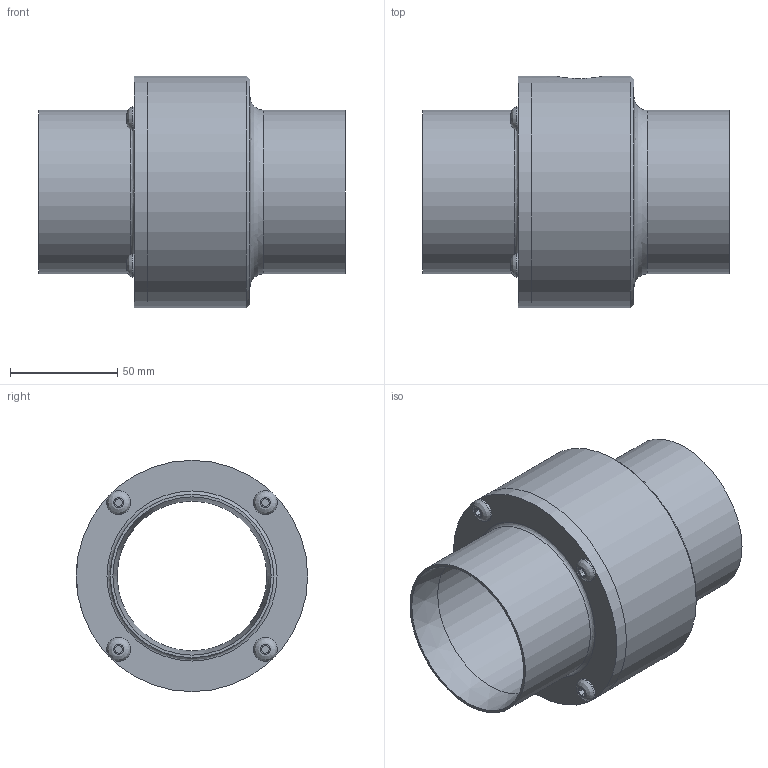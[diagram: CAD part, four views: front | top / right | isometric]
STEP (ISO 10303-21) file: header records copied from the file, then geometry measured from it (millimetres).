
FILE_DESCRIPTION((''),'2;1');
FILE_NAME('6066-3D.stp','2009-04-28T11:24:53',('Dan Preston'),(''),'Autodesk Inventor 2009','Autodesk Inventor 2009','');
FILE_SCHEMA(('AUTOMOTIVE_DESIGN { 1 0 10303 214 1 1 1 1 }'));
Length unit declared in the file: inch
Products named in the file (7): 6066-3D; 6066-3D1; 6066-3D2; 6066-3D3; 6066-3D4; 6066-3D5; 6066-3D6
Assembly tree (6 placements, depth 2):
  6066-3D
    6066-3D1
    6066-3D2
    6066-3D3
    6066-3D4
    6066-3D5
    6066-3D6
Bounding box: 142.88 x 107.95 x 107.95 mm (x, y, z)
Volume: 343006.6 mm3; surface area: 97673.6 mm2
Topology: 6 solids, 6 shells, 103 faces, 219 edges, 142 vertices
Faces by surface type: bspline 58, cylinder 22, plane 14, cone 8, torus 1
Full cylindrical faces by diameter (mm): 5.156 x4, 6.35 x4, 7.137 x4, 69.85 x2, 76.2 x2, 86.36 x2, 107.95 x2
Entity records: 3108 total; most frequent: CARTESIAN_POINT 1068, DIRECTION 340, ORIENTED_EDGE 312, EDGE_LOOP 180, EDGE_CURVE 156, AXIS2_PLACEMENT_3D 132, VERTEX_POINT 128, FACE_OUTER_BOUND 103
